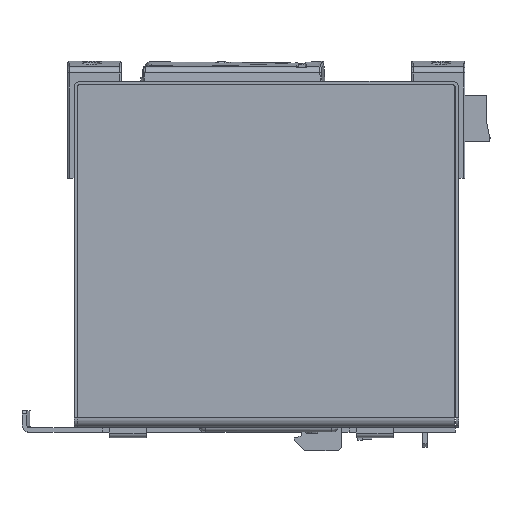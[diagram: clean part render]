
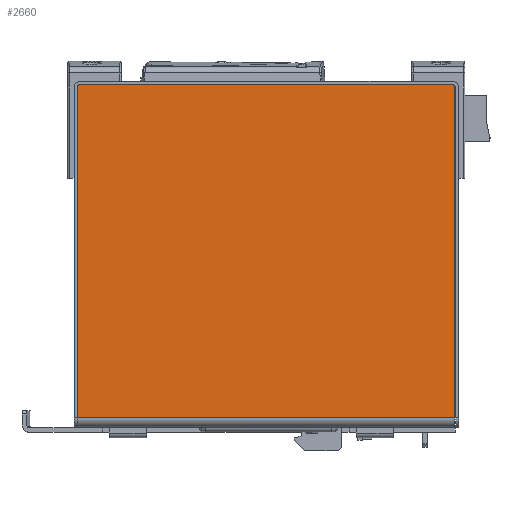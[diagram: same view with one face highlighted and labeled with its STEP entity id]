
A CAD part, left-side view. The second image highlights one B-rep face of the part: STEP entity #2660.
In plain terms, the highlighted planar face has unit normal (-1, 0, 0).
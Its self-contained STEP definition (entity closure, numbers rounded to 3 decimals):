
#974 = EDGE_CURVE ( 'NONE', #22014, #28338, #29707, .T. ) ;
#2584 = CARTESIAN_POINT ( 'NONE',  ( 0., 11.4, 117.899 ) ) ;
#2660 = ADVANCED_FACE ( 'NONE', ( #28227 ), #28178, .F. ) ;
#2904 = CARTESIAN_POINT ( 'NONE',  ( 0., 11.878, 118.792 ) ) ;
#3276 = CARTESIAN_POINT ( 'NONE',  ( 0., 134.2, 117.899 ) ) ;
#6055 = ORIENTED_EDGE ( 'NONE', *, *, #13472, .F. ) ;
#6186 = CARTESIAN_POINT ( 'NONE',  ( 0., 11.508, 118.421 ) ) ;
#6341 = EDGE_CURVE ( 'NONE', #23373, #37727, #28986, .T. ) ;
#6442 = CARTESIAN_POINT ( 'NONE',  ( 0., 134.2, 10.599 ) ) ;
#8615 = EDGE_CURVE ( 'NONE', #37727, #22014, #40178, .T. ) ;
#9705 = CARTESIAN_POINT ( 'NONE',  ( 0., 134.2, 118.161 ) ) ;
#11182 = DIRECTION ( 'NONE',  ( 0., 0., -1. ) ) ;
#11881 = CARTESIAN_POINT ( 'NONE',  ( 0., 133.2, 118.899 ) ) ;
#12230 = CARTESIAN_POINT ( 'NONE',  ( 0., 11.4, 117.899 ) ) ;
#13373 = VERTEX_POINT ( 'NONE', #16517 ) ;
#13472 = EDGE_CURVE ( 'NONE', #28338, #13373, #18838, .T. ) ;
#13945 = CARTESIAN_POINT ( 'NONE',  ( 0., 72.8, 10.599 ) ) ;
#14572 = EDGE_CURVE ( 'NONE', #23367, #23373, #17296, .T. ) ;
#15390 = ORIENTED_EDGE ( 'NONE', *, *, #8615, .F. ) ;
#15907 = EDGE_LOOP ( 'NONE', ( #30288, #26049, #29115, #6055, #32324, #15390 ) ) ;
#16323 = CARTESIAN_POINT ( 'NONE',  ( 0., 133.2, 118.899 ) ) ;
#16517 = CARTESIAN_POINT ( 'NONE',  ( 0., 11.4, 10.599 ) ) ;
#16704 = LINE ( 'NONE', #13945, #26369 ) ;
#17296 = LINE ( 'NONE', #36263, #40264 ) ;
#18111 = VECTOR ( 'NONE', #32305, 1000. ) ;
#18667 = CARTESIAN_POINT ( 'NONE',  ( 0., 12.4, 118.899 ) ) ;
#18838 = LINE ( 'NONE', #30711, #31050 ) ;
#19181 = CARTESIAN_POINT ( 'NONE',  ( 0., 12.4, 118.899 ) ) ;
#21595 = DIRECTION ( 'NONE',  ( 1., 0., 0. ) ) ;
#21869 = EDGE_CURVE ( 'NONE', #23367, #13373, #16704, .T. ) ;
#22014 = VERTEX_POINT ( 'NONE', #19181 ) ;
#23367 = VERTEX_POINT ( 'NONE', #6442 ) ;
#23373 = VERTEX_POINT ( 'NONE', #28766 ) ;
#24343 = DIRECTION ( 'NONE',  ( 0., 0., -1. ) ) ;
#26049 = ORIENTED_EDGE ( 'NONE', *, *, #14572, .F. ) ;
#26369 = VECTOR ( 'NONE', #36774, 1000. ) ;
#28178 = PLANE ( 'NONE',  #41448 ) ;
#28227 = FACE_OUTER_BOUND ( 'NONE', #15907, .T. ) ;
#28338 = VERTEX_POINT ( 'NONE', #2584 ) ;
#28766 = CARTESIAN_POINT ( 'NONE',  ( 0., 134.2, 117.899 ) ) ;
#28986 = B_SPLINE_CURVE_WITH_KNOTS ( 'NONE', 3,
 ( #3276, #9705, #29133, #32387, #35700, #16323 ),
 .UNSPECIFIED., .F., .F.,
 ( 4, 2, 4 ),
 ( 0., 0.5, 1. ),
 .UNSPECIFIED. ) ;
#29115 = ORIENTED_EDGE ( 'NONE', *, *, #21869, .T. ) ;
#29133 = CARTESIAN_POINT ( 'NONE',  ( 0., 134.092, 118.421 ) ) ;
#29707 = B_SPLINE_CURVE_WITH_KNOTS ( 'NONE', 3,
 ( #18667, #32028, #2904, #6186, #35335, #12230 ),
 .UNSPECIFIED., .F., .F.,
 ( 4, 2, 4 ),
 ( 0., 0.5, 1. ),
 .UNSPECIFIED. ) ;
#30288 = ORIENTED_EDGE ( 'NONE', *, *, #6341, .F. ) ;
#30711 = CARTESIAN_POINT ( 'NONE',  ( 0., 11.4, 10.599 ) ) ;
#31050 = VECTOR ( 'NONE', #11182, 1000. ) ;
#32028 = CARTESIAN_POINT ( 'NONE',  ( 0., 12.138, 118.899 ) ) ;
#32305 = DIRECTION ( 'NONE',  ( 0., -1., 0. ) ) ;
#32324 = ORIENTED_EDGE ( 'NONE', *, *, #974, .F. ) ;
#32387 = CARTESIAN_POINT ( 'NONE',  ( 0., 133.722, 118.792 ) ) ;
#33231 = DIRECTION ( 'NONE',  ( 0., 0., 1. ) ) ;
#35335 = CARTESIAN_POINT ( 'NONE',  ( 0., 11.4, 118.161 ) ) ;
#35700 = CARTESIAN_POINT ( 'NONE',  ( 0., 133.462, 118.899 ) ) ;
#36263 = CARTESIAN_POINT ( 'NONE',  ( 0., 134.2, 74.599 ) ) ;
#36774 = DIRECTION ( 'NONE',  ( 0., -1., 0. ) ) ;
#37727 = VERTEX_POINT ( 'NONE', #11881 ) ;
#38622 = CARTESIAN_POINT ( 'NONE',  ( 0., 11.4, 118.899 ) ) ;
#40178 = LINE ( 'NONE', #38622, #18111 ) ;
#40264 = VECTOR ( 'NONE', #33231, 1000. ) ;
#40904 = CARTESIAN_POINT ( 'NONE',  ( 0., 11.4, 118.899 ) ) ;
#41448 = AXIS2_PLACEMENT_3D ( 'NONE', #40904, #21595, #24343 ) ;
